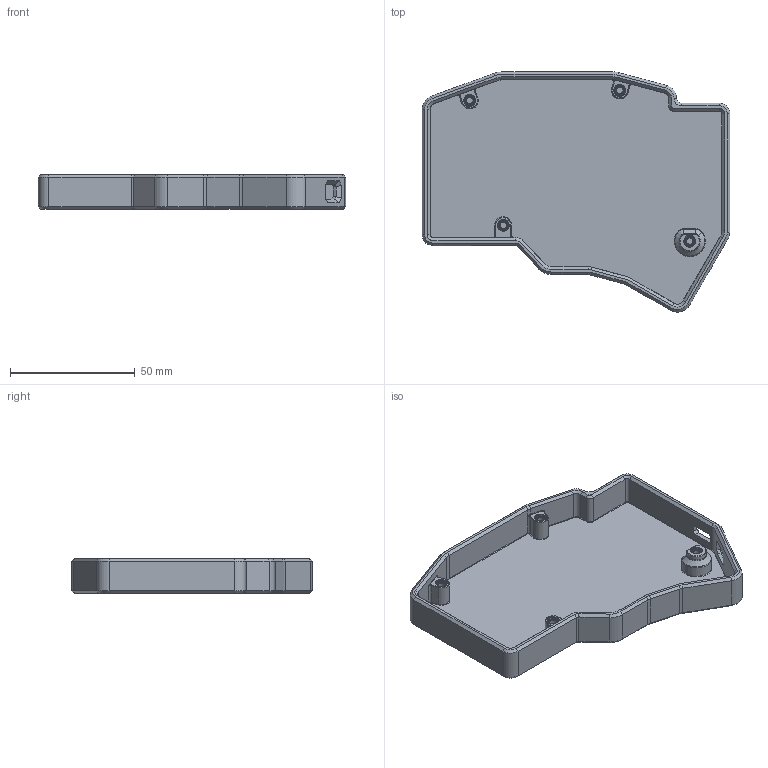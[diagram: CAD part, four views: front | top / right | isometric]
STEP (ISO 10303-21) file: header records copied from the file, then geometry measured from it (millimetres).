
FILE_DESCRIPTION(/* description */ ('STEP AP242','CAx-IF Rec.Pracs.---Representation and Presentation of Product Manufacturing Information (PMI)---4.0---2014-10-13','CAx-IF Rec.Pracs.---3D Tessellated Geometry---0.4---2014-09-14','2;1'),/* implementation_level */ '2;1');
FILE_NAME(/* name */ '673b28c463b0fb1f57a2d799',/* time_stamp */ '2024-11-18T11:45:09Z',/* author */ (''),/* organization */ (''),/* preprocessor_version */ 'ST-DEVELOPER v20',/* originating_system */ 'ONSHAPE BY PTC INC, 1.189',/* authorisation */ ' ');
FILE_SCHEMA (('AP242_MANAGED_MODEL_BASED_3D_ENGINEERING_MIM_LF { 1 0 10303 442 1 1 4 }'));
Length unit declared in the file: metre
Products named in the file (1): Case
Bounding box: 123.16 x 96.14 x 14 mm (x, y, z)
Volume: 28663.1 mm3; surface area: 28504.1 mm2
Topology: 1 solids, 1 shells, 305 faces, 696 edges, 403 vertices
Faces by surface type: plane 155, cone 89, cylinder 43, bspline 18
Full cylindrical faces by diameter (mm): 3 x4, 4.4 x3, 4.401 x1
Entity records: 8466 total; most frequent: CARTESIAN_POINT 1827, ORIENTED_EDGE 1344, DIRECTION 1343, EDGE_CURVE 672, AXIS2_PLACEMENT_3D 460, LINE 423, VECTOR 423, VERTEX_POINT 403
